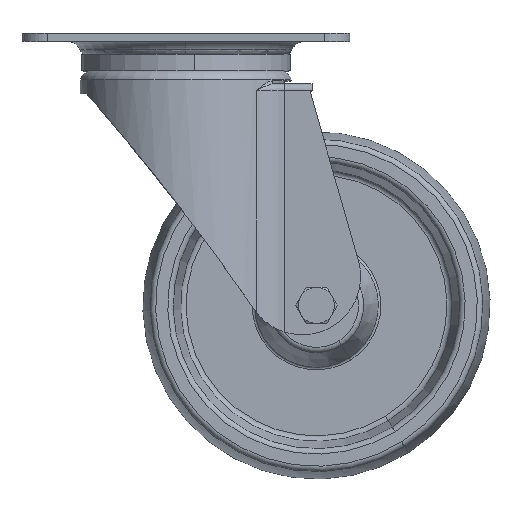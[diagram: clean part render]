
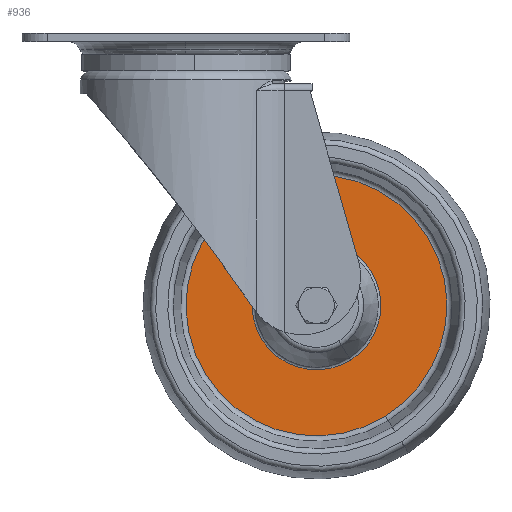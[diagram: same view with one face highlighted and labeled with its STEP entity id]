
A CAD part, top view. The second image highlights one B-rep face of the part: STEP entity #936.
In plain terms, the highlighted planar face has unit normal (0, 0, 1).
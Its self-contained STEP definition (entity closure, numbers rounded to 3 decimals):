
#25 = AXIS2_PLACEMENT_3D ( 'NONE', #7190, #1581, #8119 ) ;
#840 = CARTESIAN_POINT ( 'NONE',  ( 44.814, -98., 8.525 ) ) ;
#936 = ADVANCED_FACE ( 'NONE', ( #10364, #5658 ), #7814, .T. ) ;
#1005 = CARTESIAN_POINT ( 'NONE',  ( 57.08, -117.684, 8.525 ) ) ;
#1581 = DIRECTION ( 'NONE',  ( 0., 0., 1. ) ) ;
#1787 = DIRECTION ( 'NONE',  ( -0.529, 0.849, 0. ) ) ;
#2316 = EDGE_CURVE ( 'NONE', #6700, #10399, #3501, .T. ) ;
#3297 = CIRCLE ( 'NONE', #10897, 23.193 ) ;
#3501 = CIRCLE ( 'NONE', #25, 46.967 ) ;
#3577 = DIRECTION ( 'NONE',  ( 0., 0., -1. ) ) ;
#3594 = CIRCLE ( 'NONE', #7442, 46.967 ) ;
#3612 = CARTESIAN_POINT ( 'NONE',  ( 44.814, -98., 8.525 ) ) ;
#4154 = CARTESIAN_POINT ( 'NONE',  ( 19.353, -113.867, 8.525 ) ) ;
#4548 = DIRECTION ( 'NONE',  ( -0.529, 0.849, 0. ) ) ;
#4691 = EDGE_CURVE ( 'NONE', #12023, #11720, #3297, .T. ) ;
#4936 = ORIENTED_EDGE ( 'NONE', *, *, #6006, .T. ) ;
#5236 = EDGE_LOOP ( 'NONE', ( #4936, #10983 ) ) ;
#5658 = FACE_OUTER_BOUND ( 'NONE', #9195, .T. ) ;
#6006 = EDGE_CURVE ( 'NONE', #11720, #12023, #6231, .T. ) ;
#6023 = DIRECTION ( 'NONE',  ( -0.529, 0.849, 0. ) ) ;
#6231 = CIRCLE ( 'NONE', #9593, 23.193 ) ;
#6472 = CARTESIAN_POINT ( 'NONE',  ( 69.655, -137.86, 8.525 ) ) ;
#6700 = VERTEX_POINT ( 'NONE', #6472 ) ;
#7190 = CARTESIAN_POINT ( 'NONE',  ( 44.814, -98., 8.525 ) ) ;
#7384 = DIRECTION ( 'NONE',  ( 0., 0., -1. ) ) ;
#7442 = AXIS2_PLACEMENT_3D ( 'NONE', #3612, #10146, #4548 ) ;
#7814 = PLANE ( 'NONE',  #10136 ) ;
#7945 = EDGE_CURVE ( 'NONE', #10399, #6700, #3594, .T. ) ;
#8119 = DIRECTION ( 'NONE',  ( -0.529, 0.849, 0. ) ) ;
#8840 = ORIENTED_EDGE ( 'NONE', *, *, #2316, .T. ) ;
#8900 = CARTESIAN_POINT ( 'NONE',  ( 32.547, -78.316, 8.525 ) ) ;
#9148 = CARTESIAN_POINT ( 'NONE',  ( 44.814, -98., 8.525 ) ) ;
#9195 = EDGE_LOOP ( 'NONE', ( #12162, #8840 ) ) ;
#9593 = AXIS2_PLACEMENT_3D ( 'NONE', #9148, #3577, #10108 ) ;
#10108 = DIRECTION ( 'NONE',  ( -0.529, 0.849, 0. ) ) ;
#10136 = AXIS2_PLACEMENT_3D ( 'NONE', #4154, #10723, #6023 ) ;
#10146 = DIRECTION ( 'NONE',  ( 0., 0., 1. ) ) ;
#10364 = FACE_BOUND ( 'NONE', #5236, .T. ) ;
#10399 = VERTEX_POINT ( 'NONE', #12010 ) ;
#10723 = DIRECTION ( 'NONE',  ( 0., 0., 1. ) ) ;
#10897 = AXIS2_PLACEMENT_3D ( 'NONE', #840, #7384, #1787 ) ;
#10983 = ORIENTED_EDGE ( 'NONE', *, *, #4691, .T. ) ;
#11720 = VERTEX_POINT ( 'NONE', #8900 ) ;
#12010 = CARTESIAN_POINT ( 'NONE',  ( 19.973, -58.14, 8.525 ) ) ;
#12023 = VERTEX_POINT ( 'NONE', #1005 ) ;
#12162 = ORIENTED_EDGE ( 'NONE', *, *, #7945, .T. ) ;
